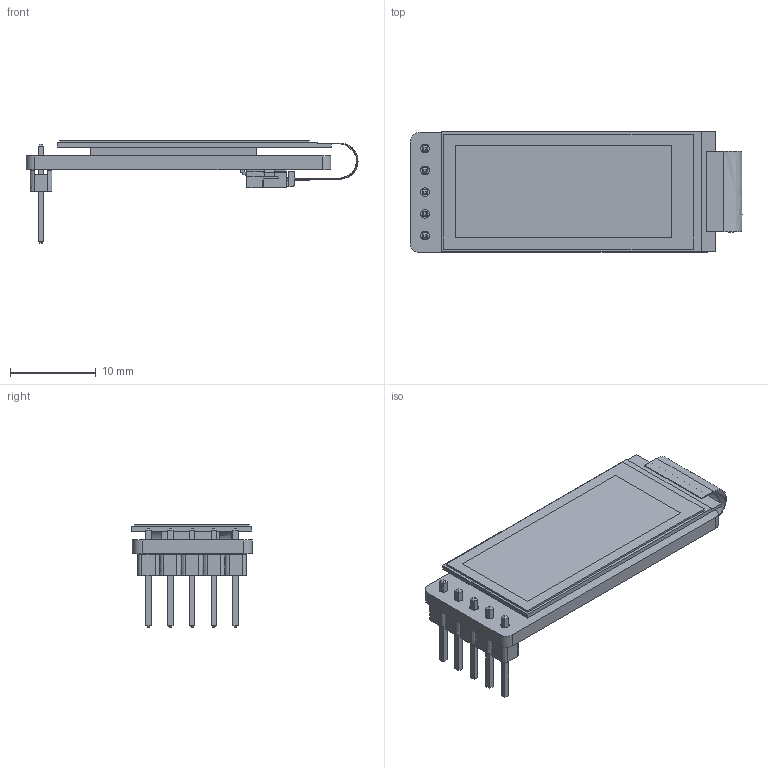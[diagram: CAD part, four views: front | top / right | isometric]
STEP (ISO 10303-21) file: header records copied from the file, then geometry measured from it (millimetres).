
FILE_DESCRIPTION(('KiCad electronic assembly'),'2;1');
FILE_NAME('sharp_memory_display.step','2022-10-10T20:44:03',('Pcbnew'),( 'Kicad'),'Open CASCADE STEP processor 7.6','KiCad to STEP converter' ,'Unknown');
FILE_SCHEMA(('AUTOMOTIVE_DESIGN { 1 0 10303 214 1 1 1 1 }'));
Length unit declared in the file: millimetre
Products named in the file (8): sharp_memory_display 1; memory display v2; COMPOUND; BPSC-05; FH12-10S-0.5SH_ÂÃÂÂª; SOLID; _autosave-sharp_memory_display PCB
Assembly tree (7 placements, depth 3):
  sharp_memory_display 1
    memory display v2
      COMPOUND
    BPSC-05
      COMPOUND
    FH12-10S-0.5SH_ÂÃÂÂª
      SOLID
    _autosave-sharp_memory_display PCB
Bounding box: 38.72 x 14.08 x 11.97 mm (x, y, z)
Volume: 1406.6 mm3; surface area: 4158.3 mm2
Topology: 18 solids, 18 shells, 696 faces, 1880 edges, 1214 vertices
Faces by surface type: bspline 680, cylinder 9, plane 7
Full cylindrical faces by diameter (mm): 1 x5
Entity records: 41204 total; most frequent: CARTESIAN_POINT 16395, B_SPLINE_CURVE_WITH_KNOTS 5102, ORIENTED_EDGE 3760, PCURVE 3760, DEFINITIONAL_REPRESENTATION 3760, EDGE_CURVE 1880, SURFACE_CURVE 1875, VERTEX_POINT 1214
